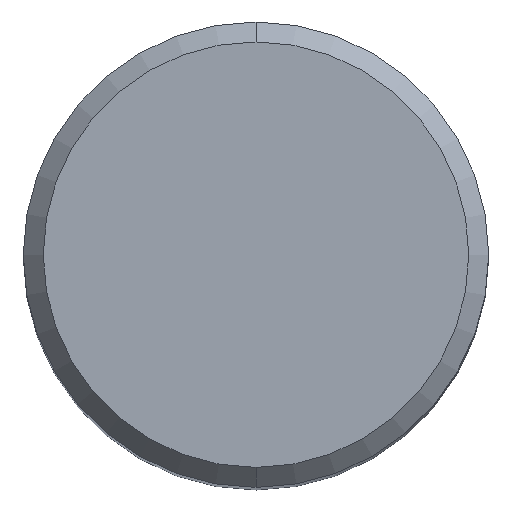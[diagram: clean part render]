
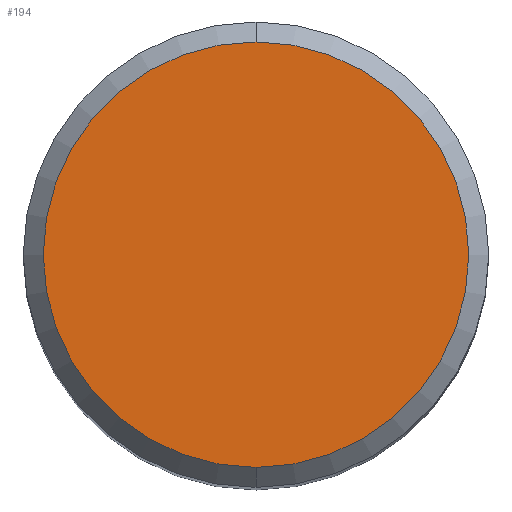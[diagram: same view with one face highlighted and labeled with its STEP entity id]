
A CAD part, top view. The second image highlights one B-rep face of the part: STEP entity #194.
In plain terms, the highlighted planar face has unit normal (0, 0, 1).
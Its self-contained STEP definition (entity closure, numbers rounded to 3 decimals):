
#194=ADVANCED_FACE('',(#496),#497,.T.);
#342=EDGE_CURVE('',#358,#360,#658,.T.);
#358=VERTEX_POINT('',#675);
#360=VERTEX_POINT('',#677);
#448=EDGE_CURVE('',#360,#358,#779,.T.);
#496=FACE_OUTER_BOUND('',#835,.T.);
#497=PLANE('',#836);
#658=CIRCLE('',#1233,6.4);
#675=CARTESIAN_POINT('',(0.,-6.4,0.0));
#677=CARTESIAN_POINT('',(0.0,6.4,0.0));
#779=CIRCLE('',#1464,6.4);
#835=EDGE_LOOP('',(#1505,#1506));
#836=AXIS2_PLACEMENT_3D('',#1507,#1508,#1509);
#1233=AXIS2_PLACEMENT_3D('',#1667,#1668,#1669);
#1464=AXIS2_PLACEMENT_3D('',#1825,#1826,#1827);
#1505=ORIENTED_EDGE('',*,*,#448,.F.);
#1506=ORIENTED_EDGE('',*,*,#342,.F.);
#1507=CARTESIAN_POINT('',(0.0,3.2,0.0));
#1508=DIRECTION('',(-0.0,0.0,1.0));
#1509=DIRECTION('',(0.0,-1.0,0.0));
#1667=CARTESIAN_POINT('',(0.0,0.0,0.0));
#1668=DIRECTION('',(0.0,0.0,-1.0));
#1669=DIRECTION('',(0.0,1.0,0.0));
#1825=CARTESIAN_POINT('',(0.0,0.0,0.0));
#1826=DIRECTION('',(0.0,0.0,-1.0));
#1827=DIRECTION('',(0.0,1.0,0.0));
